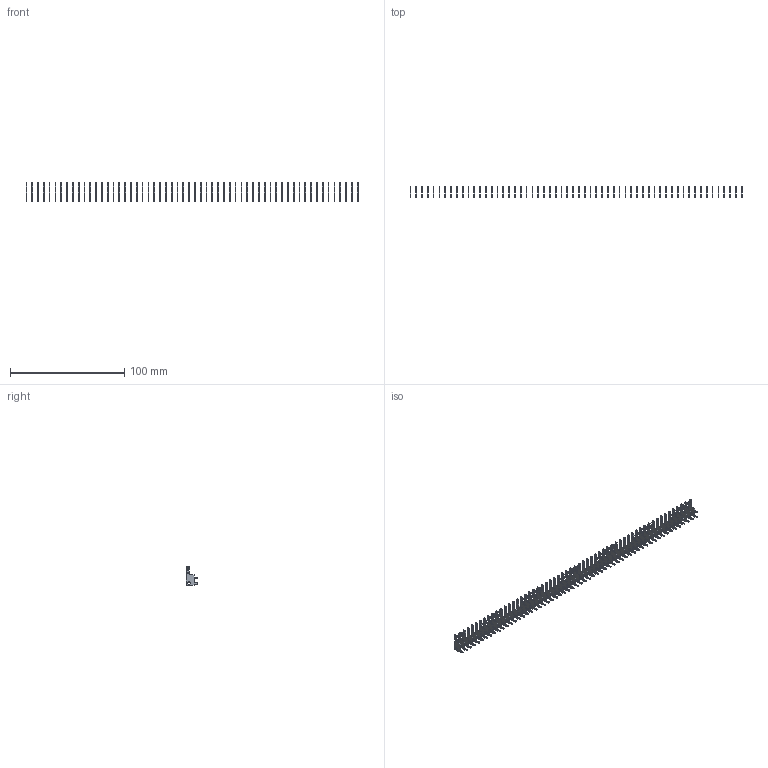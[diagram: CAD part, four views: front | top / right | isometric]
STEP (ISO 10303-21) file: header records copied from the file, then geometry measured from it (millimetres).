
FILE_DESCRIPTION (( 'STEP AP203' ), '1' );
FILE_NAME ('105-058-201-200.STEP', '2020-04-08T00:49:03', ( '' ), ( '' ), 'SwSTEP 2.0', 'SolidWorks 2016', '' );
FILE_SCHEMA (( 'CONFIG_CONTROL_DESIGN' ));
Length unit declared in the file: inch
Products named in the file (2): 105-058-201-200; 100-290-001_100-290-201
Assembly tree (58 placements, depth 2):
  105-058-201-200
    100-290-001_100-290-201  x58
Bounding box: 290.19 x 9.7 x 15.88 mm (x, y, z)
Volume: 2856 mm3; surface area: 11654.6 mm2
Topology: 58 solids, 58 shells, 2030 faces, 5742 edges, 3828 vertices
Faces by surface type: plane 1450, cylinder 580
Entity records: 3161 total; most frequent: DIRECTION 307, CARTESIAN_POINT 273, ORIENTED_EDGE 198, COORDINATED_UNIVERSAL_TIME_OFFSET 126, CALENDAR_DATE 126, DATE_AND_TIME 126, LOCAL_TIME 126, AXIS2_PLACEMENT_3D 116
